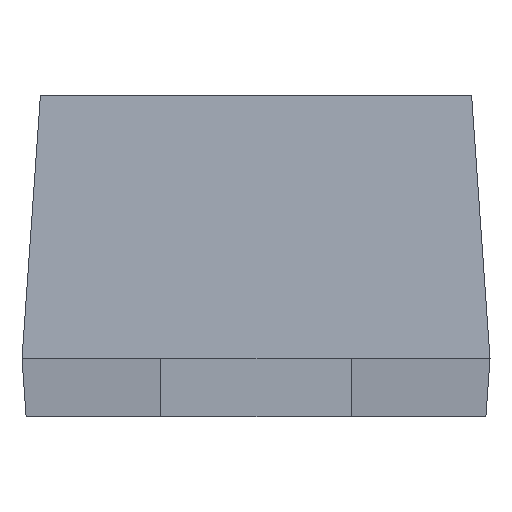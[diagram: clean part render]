
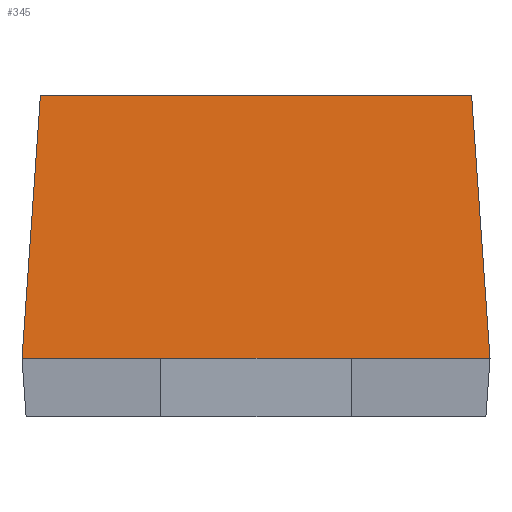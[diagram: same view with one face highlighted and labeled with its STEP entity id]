
A CAD part, left-side view. The second image highlights one B-rep face of the part: STEP entity #345.
In plain terms, the highlighted free-form (B-spline) face has degree [1, 1] with [2, 2] control points.
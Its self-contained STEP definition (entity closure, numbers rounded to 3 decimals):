
#179=VECTOR('',#180,1.);
#180=DIRECTION('',(0.,-1.,0.));
#209=VERTEX_POINT('',#210);
#210=CARTESIAN_POINT('',(-1.3,-0.8,0.2));
#223=VERTEX_POINT('',#224);
#224=CARTESIAN_POINT('',(-1.237,-0.737,1.1));
#227=EDGE_CURVE('',#209,#223,#228,.T.);
#228=B_SPLINE_CURVE_WITH_KNOTS('',1,(#210,#224),.UNSPECIFIED.,.F.,.F.,(2,2),(0.,1.),.PIECEWISE_BEZIER_KNOTS.);
#233=ORIENTED_EDGE('',*,*,#234,.F.);
#234=EDGE_CURVE('',#235,#223,#237,.T.);
#235=VERTEX_POINT('',#236);
#236=CARTESIAN_POINT('',(-1.237,0.737,1.1));
#237=LINE('',#236,#179);
#275=VERTEX_POINT('',#276);
#276=CARTESIAN_POINT('',(-1.3,0.8,0.2));
#279=EDGE_CURVE('',#275,#235,#280,.T.);
#280=B_SPLINE_CURVE_WITH_KNOTS('',1,(#276,#236),.UNSPECIFIED.,.F.,.F.,(2,2),(0.,1.),.PIECEWISE_BEZIER_KNOTS.);
#298=VERTEX_POINT('',#299);
#299=CARTESIAN_POINT('',(-1.3,-0.325,0.2));
#307=EDGE_CURVE('',#298,#209,#308,.T.);
#308=LINE('',#276,#179);
#337=VERTEX_POINT('',#338);
#338=CARTESIAN_POINT('',(-1.3,0.325,0.2));
#344=EDGE_CURVE('',#275,#337,#308,.T.);
#345=ADVANCED_FACE('',(#346),#354,.T.);
#346=FACE_BOUND('',#347,.T.);
#347=EDGE_LOOP('',(#348,#349,#351,#352,#233,#353));
#348=ORIENTED_EDGE('',*,*,#344,.T.);
#349=ORIENTED_EDGE('',*,*,#350,.T.);
#350=EDGE_CURVE('',#337,#298,#308,.T.);
#351=ORIENTED_EDGE('',*,*,#307,.T.);
#352=ORIENTED_EDGE('',*,*,#227,.T.);
#353=ORIENTED_EDGE('',*,*,#279,.F.);
#354=B_SPLINE_SURFACE_WITH_KNOTS('',1,1,((#276,#236),(#210,#224)),.UNSPECIFIED.,.F.,.F.,.F.,(2,2),(2,2),(0.,1.6),(0.,1.),.PIECEWISE_BEZIER_KNOTS.);
